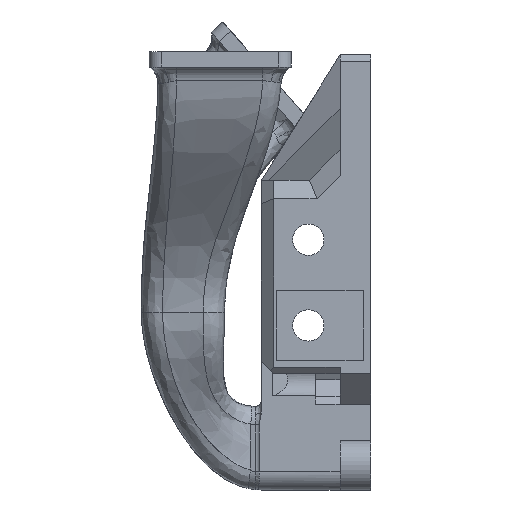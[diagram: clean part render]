
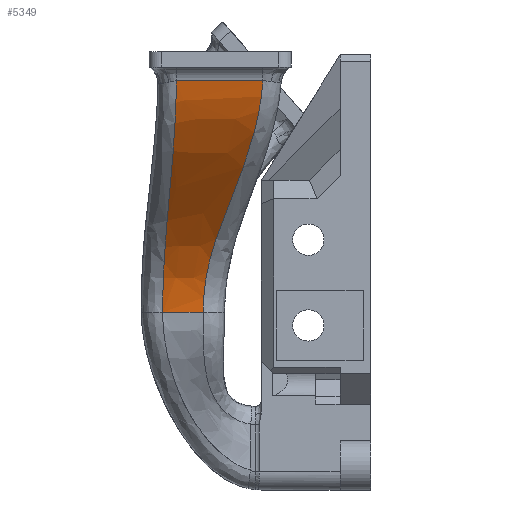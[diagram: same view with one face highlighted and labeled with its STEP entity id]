
A CAD part, left-side view. The second image highlights one B-rep face of the part: STEP entity #5349.
In plain terms, the highlighted free-form (B-spline) face has degree [3, 3] with [4, 9] control points.
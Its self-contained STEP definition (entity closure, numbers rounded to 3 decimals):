
#276=B_SPLINE_SURFACE_WITH_KNOTS('',3,3,((#9326,#9327,#9328,#9329,#9330,
#9331,#9332,#9333,#9334),(#9335,#9336,#9337,#9338,#9339,#9340,#9341,#9342,
#9343),(#9344,#9345,#9346,#9347,#9348,#9349,#9350,#9351,#9352),(#9353,#9354,
#9355,#9356,#9357,#9358,#9359,#9360,#9361)),.UNSPECIFIED.,.F.,.F.,.F.,(4,
4),(4,1,1,1,1,1,4),(0.,1.),(0.,0.134,0.267,0.535,
0.669,0.802,0.936),.UNSPECIFIED.);
#433=FACE_OUTER_BOUND('',#760,.T.);
#760=EDGE_LOOP('',(#3894,#3895,#3896,#3897));
#1124=LINE('',#8537,#1599);
#1171=LINE('',#9372,#1646);
#1599=VECTOR('',#6164,10.);
#1646=VECTOR('',#6303,10.);
#2070=B_SPLINE_CURVE_WITH_KNOTS('',3,(#9102,#9103,#9104,#9105,#9106,#9107,
#9108,#9109,#9110),.UNSPECIFIED.,.F.,.F.,(4,1,1,1,1,1,4),(0.,0.134,
0.267,0.535,0.669,0.802,
0.936),.UNSPECIFIED.);
#2079=B_SPLINE_CURVE_WITH_KNOTS('',3,(#9363,#9364,#9365,#9366,#9367,#9368,
#9369,#9370,#9371),.UNSPECIFIED.,.F.,.F.,(4,1,1,1,1,1,4),(0.,0.134,
0.201,0.401,0.669,0.802,
0.936),.UNSPECIFIED.);
#2270=VERTEX_POINT('',#8520);
#2274=VERTEX_POINT('',#8535);
#2299=VERTEX_POINT('',#9101);
#2338=VERTEX_POINT('',#9362);
#2824=EDGE_CURVE('',#2274,#2270,#1124,.T.);
#2864=EDGE_CURVE('',#2299,#2270,#2070,.T.);
#2920=EDGE_CURVE('',#2338,#2274,#2079,.T.);
#2921=EDGE_CURVE('',#2299,#2338,#1171,.T.);
#3894=ORIENTED_EDGE('',*,*,#2824,.F.);
#3895=ORIENTED_EDGE('',*,*,#2920,.F.);
#3896=ORIENTED_EDGE('',*,*,#2921,.F.);
#3897=ORIENTED_EDGE('',*,*,#2864,.T.);
#5349=ADVANCED_FACE('',(#433),#276,.T.);
#6164=DIRECTION('',(0.,-1.,0.));
#6303=DIRECTION('',(0.,1.,0.));
#8520=CARTESIAN_POINT('',(-47.229,33.594,0.765));
#8535=CARTESIAN_POINT('',(-47.229,47.705,0.765));
#8537=CARTESIAN_POINT('',(-47.229,47.705,0.765));
#9101=CARTESIAN_POINT('',(-26.5,43.35,-37.));
#9102=CARTESIAN_POINT('Ctrl Pts',(-26.5,43.35,-37.));
#9103=CARTESIAN_POINT('Ctrl Pts',(-26.5,43.35,-35.018));
#9104=CARTESIAN_POINT('Ctrl Pts',(-27.184,42.997,-31.31));
#9105=CARTESIAN_POINT('Ctrl Pts',(-30.657,41.257,-24.386));
#9106=CARTESIAN_POINT('Ctrl Pts',(-36.36,38.531,-17.876));
#9107=CARTESIAN_POINT('Ctrl Pts',(-41.934,35.953,-11.072));
#9108=CARTESIAN_POINT('Ctrl Pts',(-45.434,34.377,-5.561));
#9109=CARTESIAN_POINT('Ctrl Pts',(-46.866,33.753,-1.436));
#9110=CARTESIAN_POINT('Ctrl Pts',(-47.229,33.594,0.765));
#9326=CARTESIAN_POINT('Ctrl Pts',(-26.5,49.95,-37.));
#9327=CARTESIAN_POINT('Ctrl Pts',(-26.5,49.95,-35.018));
#9328=CARTESIAN_POINT('Ctrl Pts',(-27.184,49.869,-31.31));
#9329=CARTESIAN_POINT('Ctrl Pts',(-30.657,49.468,-24.386));
#9330=CARTESIAN_POINT('Ctrl Pts',(-36.36,48.841,-17.876));
#9331=CARTESIAN_POINT('Ctrl Pts',(-41.934,48.248,-11.072));
#9332=CARTESIAN_POINT('Ctrl Pts',(-45.434,47.885,-5.561));
#9333=CARTESIAN_POINT('Ctrl Pts',(-46.866,47.741,-1.436));
#9334=CARTESIAN_POINT('Ctrl Pts',(-47.229,47.705,0.765));
#9335=CARTESIAN_POINT('Ctrl Pts',(-26.5,48.903,-37.));
#9336=CARTESIAN_POINT('Ctrl Pts',(-26.5,48.903,-35.018));
#9337=CARTESIAN_POINT('Ctrl Pts',(-27.184,48.831,-31.31));
#9338=CARTESIAN_POINT('Ctrl Pts',(-30.657,48.477,-24.386));
#9339=CARTESIAN_POINT('Ctrl Pts',(-36.36,47.922,-17.876));
#9340=CARTESIAN_POINT('Ctrl Pts',(-41.934,47.397,-11.072));
#9341=CARTESIAN_POINT('Ctrl Pts',(-45.434,47.076,-5.561));
#9342=CARTESIAN_POINT('Ctrl Pts',(-46.866,46.949,-1.436));
#9343=CARTESIAN_POINT('Ctrl Pts',(-47.229,46.916,0.765));
#9344=CARTESIAN_POINT('Ctrl Pts',(-26.5,44.397,-37.));
#9345=CARTESIAN_POINT('Ctrl Pts',(-26.5,44.397,-35.018));
#9346=CARTESIAN_POINT('Ctrl Pts',(-27.184,44.035,-31.31));
#9347=CARTESIAN_POINT('Ctrl Pts',(-30.657,42.248,-24.386));
#9348=CARTESIAN_POINT('Ctrl Pts',(-36.36,39.451,-17.876));
#9349=CARTESIAN_POINT('Ctrl Pts',(-41.934,36.804,-11.072));
#9350=CARTESIAN_POINT('Ctrl Pts',(-45.434,35.186,-5.561));
#9351=CARTESIAN_POINT('Ctrl Pts',(-46.866,34.545,-1.436));
#9352=CARTESIAN_POINT('Ctrl Pts',(-47.229,34.383,0.765));
#9353=CARTESIAN_POINT('Ctrl Pts',(-26.5,43.35,-37.));
#9354=CARTESIAN_POINT('Ctrl Pts',(-26.5,43.35,-35.018));
#9355=CARTESIAN_POINT('Ctrl Pts',(-27.184,42.997,-31.31));
#9356=CARTESIAN_POINT('Ctrl Pts',(-30.657,41.257,-24.386));
#9357=CARTESIAN_POINT('Ctrl Pts',(-36.36,38.531,-17.876));
#9358=CARTESIAN_POINT('Ctrl Pts',(-41.934,35.953,-11.072));
#9359=CARTESIAN_POINT('Ctrl Pts',(-45.434,34.377,-5.561));
#9360=CARTESIAN_POINT('Ctrl Pts',(-46.866,33.753,-1.436));
#9361=CARTESIAN_POINT('Ctrl Pts',(-47.229,33.594,0.765));
#9362=CARTESIAN_POINT('',(-26.5,49.95,-37.));
#9363=CARTESIAN_POINT('Ctrl Pts',(-26.5,49.95,-37.));
#9364=CARTESIAN_POINT('Ctrl Pts',(-26.5,49.95,-35.018));
#9365=CARTESIAN_POINT('Ctrl Pts',(-27.014,49.889,-32.235));
#9366=CARTESIAN_POINT('Ctrl Pts',(-29.22,49.633,-26.955));
#9367=CARTESIAN_POINT('Ctrl Pts',(-33.989,49.098,-20.28));
#9368=CARTESIAN_POINT('Ctrl Pts',(-40.767,48.369,-12.903));
#9369=CARTESIAN_POINT('Ctrl Pts',(-45.434,47.885,-5.563));
#9370=CARTESIAN_POINT('Ctrl Pts',(-46.866,47.741,-1.436));
#9371=CARTESIAN_POINT('Ctrl Pts',(-47.229,47.705,0.765));
#9372=CARTESIAN_POINT('',(-26.5,43.35,-37.));
